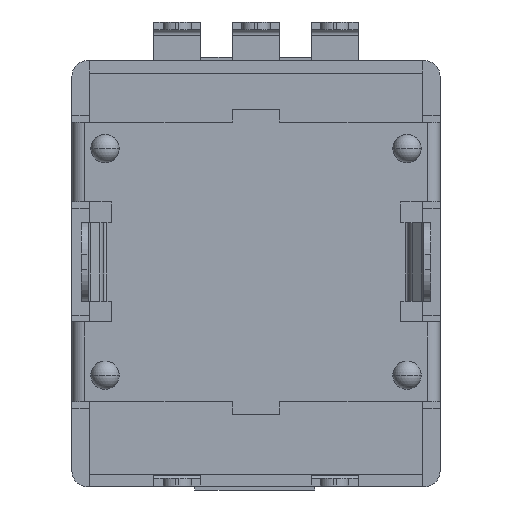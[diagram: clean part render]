
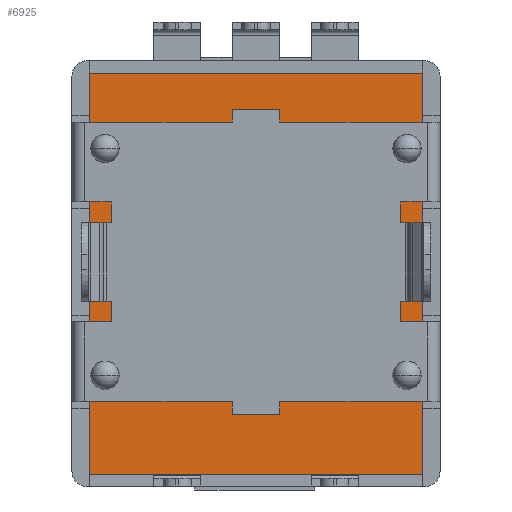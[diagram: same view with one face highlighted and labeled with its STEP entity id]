
A CAD part, front view. The second image highlights one B-rep face of the part: STEP entity #6925.
In plain terms, the highlighted planar face has unit normal (0, -1, 0).
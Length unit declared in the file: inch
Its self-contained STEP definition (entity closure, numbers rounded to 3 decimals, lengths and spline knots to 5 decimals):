
#302 = LINE ( 'NONE', #4846, #10238 ) ;
#698 = CARTESIAN_POINT ( 'NONE',  ( -0.20866, 0.00984, 0.23622 ) ) ;
#796 = VERTEX_POINT ( 'NONE', #698 ) ;
#1081 = VECTOR ( 'NONE', #16839, 39.37008 ) ;
#2007 = EDGE_CURVE ( 'NONE', #11237, #4582, #302, .T. ) ;
#2629 = EDGE_CURVE ( 'NONE', #4582, #796, #14725, .T. ) ;
#4085 = DIRECTION ( 'NONE',  ( -1., 0., 0. ) ) ;
#4582 = VERTEX_POINT ( 'NONE', #17166 ) ;
#4695 = AXIS2_PLACEMENT_3D ( 'NONE', #13127, #15711, #9100 ) ;
#4846 = CARTESIAN_POINT ( 'NONE',  ( 0.20866, 0.00984, -0.26575 ) ) ;
#4885 = CARTESIAN_POINT ( 'NONE',  ( -0.20866, 0.00984, 0.23622 ) ) ;
#4996 = CARTESIAN_POINT ( 'NONE',  ( 0.20866, 0.00984, -0.26575 ) ) ;
#5573 = CARTESIAN_POINT ( 'NONE',  ( 0.20866, 0.00984, 0.23622 ) ) ;
#6591 = ORIENTED_EDGE ( 'NONE', *, *, #2629, .T. ) ;
#6925 = ADVANCED_FACE ( 'NONE', ( #14193 ), #13417, .T. ) ;
#7723 = DIRECTION ( 'NONE',  ( -1., 0., 0. ) ) ;
#8469 = VECTOR ( 'NONE', #4085, 39.37008 ) ;
#8922 = EDGE_LOOP ( 'NONE', ( #12368, #6591, #14635, #12619 ) ) ;
#9100 = DIRECTION ( 'NONE',  ( -1., 0., 0. ) ) ;
#9813 = CARTESIAN_POINT ( 'NONE',  ( 0.20866, 0.00984, -0.26575 ) ) ;
#10238 = VECTOR ( 'NONE', #12982, 39.37008 ) ;
#11237 = VERTEX_POINT ( 'NONE', #9813 ) ;
#12368 = ORIENTED_EDGE ( 'NONE', *, *, #2007, .T. ) ;
#12619 = ORIENTED_EDGE ( 'NONE', *, *, #14335, .F. ) ;
#12637 = VERTEX_POINT ( 'NONE', #15540 ) ;
#12660 = EDGE_CURVE ( 'NONE', #796, #12637, #14369, .T. ) ;
#12982 = DIRECTION ( 'NONE',  ( 0., 0., 1. ) ) ;
#13127 = CARTESIAN_POINT ( 'NONE',  ( 0., 0.00984, 0. ) ) ;
#13417 = PLANE ( 'NONE',  #4695 ) ;
#13613 = LINE ( 'NONE', #4996, #17138 ) ;
#14193 = FACE_OUTER_BOUND ( 'NONE', #8922, .T. ) ;
#14335 = EDGE_CURVE ( 'NONE', #11237, #12637, #13613, .T. ) ;
#14369 = LINE ( 'NONE', #4885, #1081 ) ;
#14635 = ORIENTED_EDGE ( 'NONE', *, *, #12660, .T. ) ;
#14725 = LINE ( 'NONE', #5573, #8469 ) ;
#15540 = CARTESIAN_POINT ( 'NONE',  ( -0.20866, 0.00984, -0.26575 ) ) ;
#15711 = DIRECTION ( 'NONE',  ( 0., -1., 0. ) ) ;
#16839 = DIRECTION ( 'NONE',  ( 0., 0., -1. ) ) ;
#17138 = VECTOR ( 'NONE', #7723, 39.37008 ) ;
#17166 = CARTESIAN_POINT ( 'NONE',  ( 0.20866, 0.00984, 0.23622 ) ) ;
